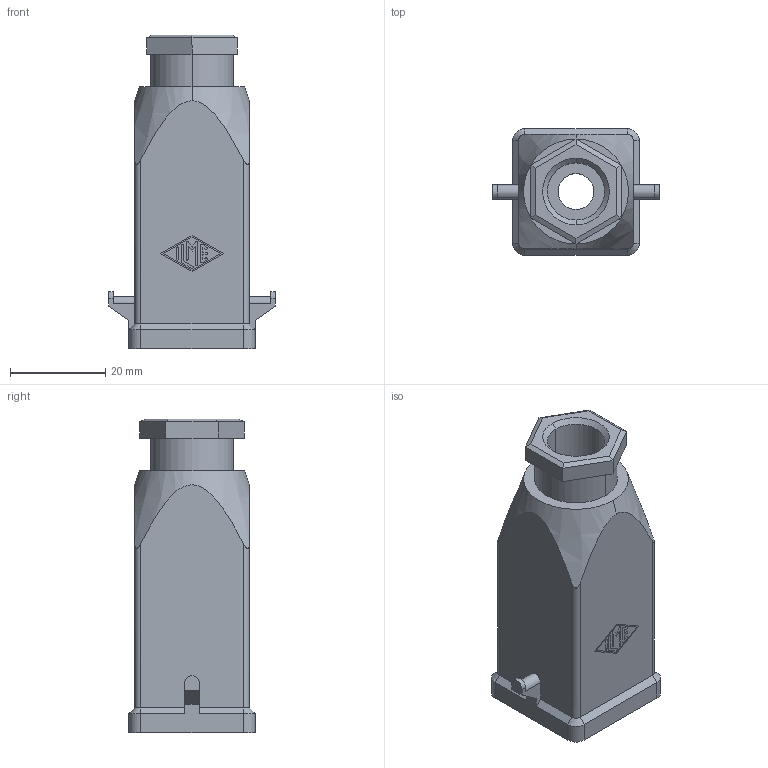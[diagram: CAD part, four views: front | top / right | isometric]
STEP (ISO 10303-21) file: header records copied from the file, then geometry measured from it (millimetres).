
FILE_DESCRIPTION(('Creo Elements/Direct Modeling STEP Export'),'2;1');
FILE_NAME('0ln7tug4osklcp43888','2019-01-25T 9:21:38',(''),(''),'PTC Creo Elements/Direct Modeling STEP processor for AP214 (Solid Model)','PTC Creo Elements/Direct Modeling 19.0E 27-Jun-2016 (C) Parametric Technology GmbH','');
FILE_SCHEMA(('AUTOMOTIVE_DESIGN { 1 0 10303 214 1 1 1 1 }'));
Length unit declared in the file: millimetre
Products named in the file (2): CK_03_V
Assembly tree (1 placements, depth 2):
  CK_03_V
    CK_03_V
Bounding box: 35 x 26.5 x 65.8 mm (x, y, z)
Volume: 12349.6 mm3; surface area: 11472.3 mm2
Topology: 1 solids, 1 shells, 102 faces, 286 edges, 198 vertices
Faces by surface type: plane 61, cylinder 30, cone 11
Entity records: 3446 total; most frequent: CARTESIAN_POINT 694, ORIENTED_EDGE 572, DIRECTION 523, EDGE_CURVE 286, VERTEX_POINT 198, VECTOR 193, LINE 193, AXIS2_PLACEMENT_3D 165
